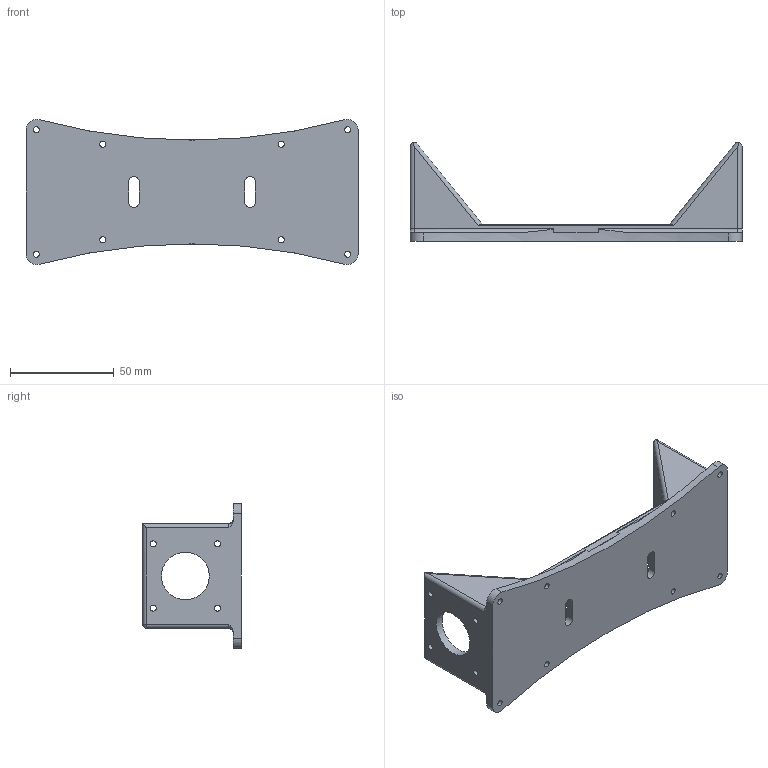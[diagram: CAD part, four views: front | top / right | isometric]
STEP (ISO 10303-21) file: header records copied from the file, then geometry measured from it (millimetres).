
FILE_DESCRIPTION(/* description */ (''),/* implementation_level */ '2;1');
FILE_NAME(/* name */ '1.stp',/* time_stamp */ '2025-03-08T18:18:28+01:00',/* author */ ('micha'),/* organization */ (''),/* preprocessor_version */ 'ST-DEVELOPER v19',/* originating_system */ 'Autodesk Inventor 2023',/* authorisation */ '');
FILE_SCHEMA (('AUTOMOTIVE_DESIGN { 1 0 10303 214 3 1 1 }'));
Length unit declared in the file: millimetre
Products named in the file (1): 1
Bounding box: 160 x 47.58 x 69.98 mm (x, y, z)
Volume: 64863.9 mm3; surface area: 34463 mm2
Topology: 1 solids, 1 shells, 80 faces, 236 edges, 155 vertices
Faces by surface type: cylinder 48, plane 26, torus 4, sphere 2
Full cylindrical faces by diameter (mm): 2.9 x16, 23 x2
Entity records: 2990 total; most frequent: CARTESIAN_POINT 664, DIRECTION 482, ORIENTED_EDGE 472, EDGE_CURVE 236, AXIS2_PLACEMENT_3D 185, VERTEX_POINT 154, EDGE_LOOP 116, LINE 112
